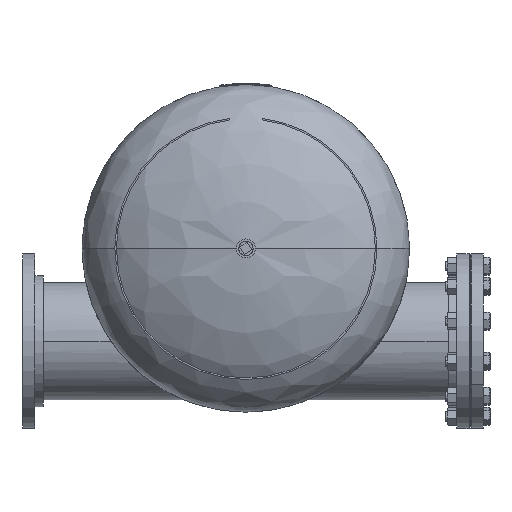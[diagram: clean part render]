
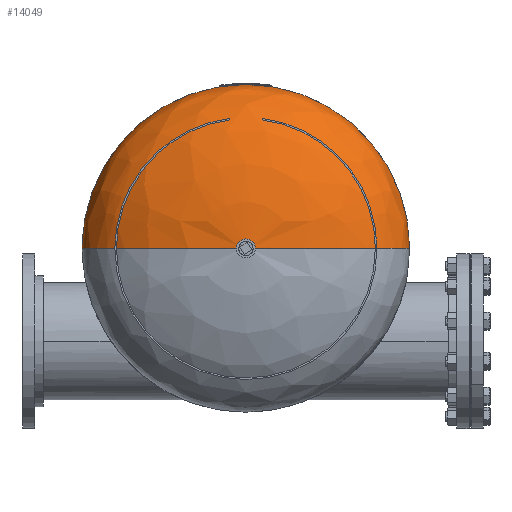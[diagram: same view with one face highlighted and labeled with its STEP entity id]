
A CAD part, front view. The second image highlights one B-rep face of the part: STEP entity #14049.
In plain terms, the highlighted free-form (B-spline) face has degree [3, 3] with [4, 4] control points.
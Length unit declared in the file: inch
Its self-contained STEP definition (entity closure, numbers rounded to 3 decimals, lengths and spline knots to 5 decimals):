
#107 = CARTESIAN_POINT ( 'NONE',  ( 0., 8.36551, 0. ) ) ;
#131 = CARTESIAN_POINT ( 'NONE',  ( 0., 8.36551, 0. ) ) ;
#178 = EDGE_CURVE ( 'NONE', #950, #16981, #12490, .T. ) ;
#597 = CARTESIAN_POINT ( 'NONE',  ( -0.75, 8.36551, 0. ) ) ;
#950 = VERTEX_POINT ( 'NONE', #3510 ) ;
#1353 = DIRECTION ( 'NONE',  ( 0., 1., 0. ) ) ;
#2272 = EDGE_CURVE ( 'NONE', #18688, #950, #2783, .T. ) ;
#2461 = CARTESIAN_POINT ( 'NONE',  ( 15., 5.05806, 30. ) ) ;
#2781 = CARTESIAN_POINT ( 'NONE',  ( -15., 5.05806, 30. ) ) ;
#2783 = CIRCLE ( 'NONE', #16150, 0.75 ) ;
#2898 = CARTESIAN_POINT ( 'NONE',  ( -9.18163, 8.15201, 0. ) ) ;
#3054 =( BOUNDED_CURVE ( )  B_SPLINE_CURVE ( 3, ( #4655, #2898, #14352, #8086 ),
 .UNSPECIFIED., .F., .F. ) 
 B_SPLINE_CURVE_WITH_KNOTS ( ( 4, 4 ),
 ( 4.76241, 6.28319 ),
 .UNSPECIFIED. ) 
 CURVE ( )  GEOMETRIC_REPRESENTATION_ITEM ( )  RATIONAL_B_SPLINE_CURVE ( ( 1., 0.816, 0.816, 1. ) ) 
 REPRESENTATION_ITEM ( '' )  );
#3510 = CARTESIAN_POINT ( 'NONE',  ( 0., 8.36551, 0.75 ) ) ;
#3997 = CARTESIAN_POINT ( 'NONE',  ( 15., 0.788, 0. ) ) ;
#4295 = EDGE_CURVE ( 'NONE', #5167, #10324, #21192, .T. ) ;
#4655 = CARTESIAN_POINT ( 'NONE',  ( -0.75, 8.36551, 0. ) ) ;
#5167 = VERTEX_POINT ( 'NONE', #20298 ) ;
#5989 = CARTESIAN_POINT ( 'NONE',  ( 0.75, 8.36551, 0. ) ) ;
#6316 = DIRECTION ( 'NONE',  ( 0., 1., 0. ) ) ;
#6641 = DIRECTION ( 'NONE',  ( -1., 0., 0. ) ) ;
#7322 = CARTESIAN_POINT ( 'NONE',  ( 15., 5.05806, 0. ) ) ;
#7948 = CARTESIAN_POINT ( 'NONE',  ( 0.75, 8.36551, 0. ) ) ;
#8086 = CARTESIAN_POINT ( 'NONE',  ( -15., 0.788, 0. ) ) ;
#8422 =( BOUNDED_CURVE ( )  B_SPLINE_CURVE ( 3, ( #10022, #18141, #9900, #16599 ),
 .UNSPECIFIED., .F., .F. ) 
 B_SPLINE_CURVE_WITH_KNOTS ( ( 4, 4 ),
 ( 4.76241, 6.28319 ),
 .UNSPECIFIED. ) 
 CURVE ( )  GEOMETRIC_REPRESENTATION_ITEM ( )  RATIONAL_B_SPLINE_CURVE ( ( 1., 0.816, 0.816, 1. ) ) 
 REPRESENTATION_ITEM ( '' )  );
#8650 = ORIENTED_EDGE ( 'NONE', *, *, #9074, .T. ) ;
#9074 = EDGE_CURVE ( 'NONE', #18688, #5167, #3054, .T. ) ;
#9096 = CARTESIAN_POINT ( 'NONE',  ( -15., 0.788, 30. ) ) ;
#9203 = CARTESIAN_POINT ( 'NONE',  ( -15., 0.788, 0. ) ) ;
#9815 =( BOUNDED_SURFACE ( )  B_SPLINE_SURFACE ( 3, 3, ( 
 ( #597, #17419, #10843, #5989 ),
 ( #17851, #17754, #10956, #14460 ),
 ( #10737, #2781, #2461, #7322 ),
 ( #9203, #9096, #15891, #3997 ) ),
 .UNSPECIFIED., .F., .F., .F. ) 
 B_SPLINE_SURFACE_WITH_KNOTS ( ( 4, 4 ),
 ( 4, 4 ),
 ( 0., 1. ),
 ( 0., 1. ),
 .UNSPECIFIED. ) 
 GEOMETRIC_REPRESENTATION_ITEM ( )  RATIONAL_B_SPLINE_SURFACE ( (
 ( 1., 0.333, 0.333, 1.),
 ( 0.816, 0.272, 0.272, 0.816),
 ( 0.816, 0.272, 0.272, 0.816),
 ( 1., 0.333, 0.333, 1.) ) ) 
 REPRESENTATION_ITEM ( '' )  SURFACE ( )  );
#9900 = CARTESIAN_POINT ( 'NONE',  ( 15., 5.05806, 0. ) ) ;
#10022 = CARTESIAN_POINT ( 'NONE',  ( 0.75, 8.36551, 0. ) ) ;
#10042 = EDGE_CURVE ( 'NONE', #16981, #10324, #8422, .T. ) ;
#10045 = AXIS2_PLACEMENT_3D ( 'NONE', #131, #1353, #6641 ) ;
#10314 = AXIS2_PLACEMENT_3D ( 'NONE', #21366, #6316, #13029 ) ;
#10324 = VERTEX_POINT ( 'NONE', #21296 ) ;
#10737 = CARTESIAN_POINT ( 'NONE',  ( -15., 5.05806, 0. ) ) ;
#10843 = CARTESIAN_POINT ( 'NONE',  ( 0.75, 8.36551, 1.5 ) ) ;
#10956 = CARTESIAN_POINT ( 'NONE',  ( 9.18163, 8.15201, 18.36325 ) ) ;
#11071 = FACE_OUTER_BOUND ( 'NONE', #13190, .T. ) ;
#12490 = CIRCLE ( 'NONE', #10045, 0.75 ) ;
#13029 = DIRECTION ( 'NONE',  ( -1., 0., 0. ) ) ;
#13190 = EDGE_LOOP ( 'NONE', ( #19168, #8650, #19665, #16437, #13427 ) ) ;
#13427 = ORIENTED_EDGE ( 'NONE', *, *, #178, .F. ) ;
#14049 = ADVANCED_FACE ( 'NONE', ( #11071 ), #9815, .T. ) ;
#14352 = CARTESIAN_POINT ( 'NONE',  ( -15., 5.05806, 0. ) ) ;
#14460 = CARTESIAN_POINT ( 'NONE',  ( 9.18163, 8.15201, 0. ) ) ;
#15074 = DIRECTION ( 'NONE',  ( 0., 1., 0. ) ) ;
#15891 = CARTESIAN_POINT ( 'NONE',  ( 15., 0.788, 30. ) ) ;
#16150 = AXIS2_PLACEMENT_3D ( 'NONE', #107, #15074, #21671 ) ;
#16437 = ORIENTED_EDGE ( 'NONE', *, *, #10042, .F. ) ;
#16599 = CARTESIAN_POINT ( 'NONE',  ( 15., 0.788, 0. ) ) ;
#16981 = VERTEX_POINT ( 'NONE', #7948 ) ;
#17419 = CARTESIAN_POINT ( 'NONE',  ( -0.75, 8.36551, 1.5 ) ) ;
#17754 = CARTESIAN_POINT ( 'NONE',  ( -9.18163, 8.15201, 18.36325 ) ) ;
#17851 = CARTESIAN_POINT ( 'NONE',  ( -9.18163, 8.15201, 0. ) ) ;
#18141 = CARTESIAN_POINT ( 'NONE',  ( 9.18163, 8.15201, 0. ) ) ;
#18688 = VERTEX_POINT ( 'NONE', #20868 ) ;
#19168 = ORIENTED_EDGE ( 'NONE', *, *, #2272, .F. ) ;
#19665 = ORIENTED_EDGE ( 'NONE', *, *, #4295, .T. ) ;
#20298 = CARTESIAN_POINT ( 'NONE',  ( -15., 0.788, 0. ) ) ;
#20868 = CARTESIAN_POINT ( 'NONE',  ( -0.75, 8.36551, 0. ) ) ;
#21192 = CIRCLE ( 'NONE', #10314, 15. ) ;
#21296 = CARTESIAN_POINT ( 'NONE',  ( 15., 0.788, 0. ) ) ;
#21366 = CARTESIAN_POINT ( 'NONE',  ( 0., 0.788, 0. ) ) ;
#21671 = DIRECTION ( 'NONE',  ( -1., 0., 0. ) ) ;
